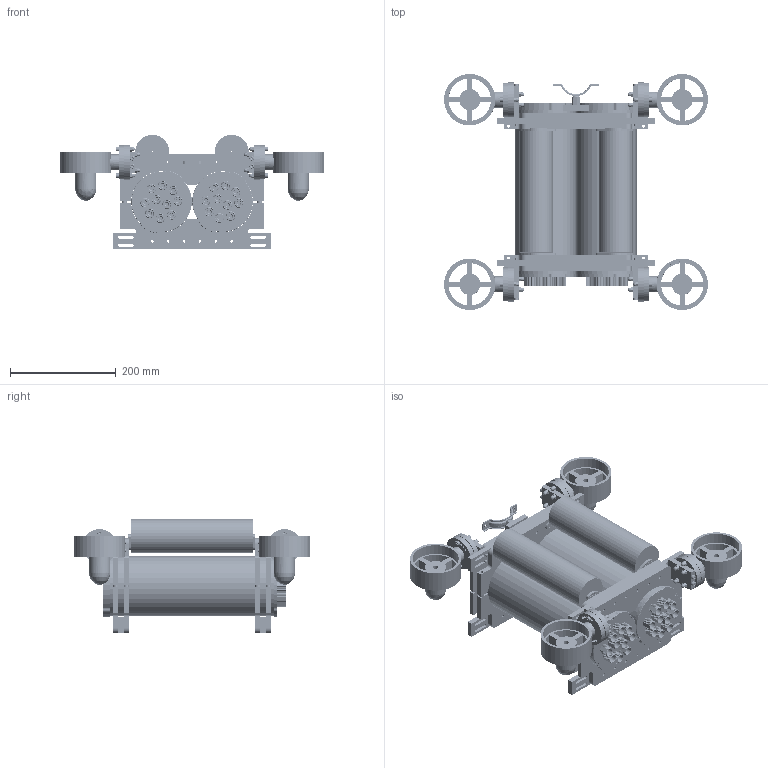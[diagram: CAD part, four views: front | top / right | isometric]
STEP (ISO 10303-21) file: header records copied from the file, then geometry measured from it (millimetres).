
FILE_DESCRIPTION(/* description */ (''),/* implementation_level */ '2;1');
FILE_NAME(/* name */ 'mur.stp',/* time_stamp */ '2020-08-13T00:15:48+02:00',/* author */ ('Juan S. Cely'),/* organization */ (''),/* preprocessor_version */ 'ST-DEVELOPER v18',/* originating_system */ 'Autodesk Inventor 2020',/* authorisation */ '');
FILE_SCHEMA (('AUTOMOTIVE_DESIGN { 1 0 10303 214 3 1 1 }'));
Length unit declared in the file: millimetre
Products named in the file (38): 0_MUR_detalles; mfn054eg; mfn054eg_01; mfn054eg_02; soporte_sonar; 1_soporte; 1_soporte_mecanizar; soporte; arandela_M5_2und; soporte_largo_thruster; soporte_centro_thruster; 1_tube; 1_tube_arm; 2_tapa2; WTE4-P-END-CAP-R1; WTE4-P-TUBE-R1; 2_tapa1; WTE4-M-FLANGE-SEAL-R2; WTE4-M-END-CAP-10X10MM-R1; PENETRATOR-M-BOLT-10-25-8MM-X1B; Thruster_soporte_derecho; 2_Thruster_soporte; Thruster_soporte_izquierdo; soporte_deslizante; 2_Thruster_soporte_1; 62201b5x20; 62505b5; din_912-m5x0_8-25-8_8; tornillo_din_7984-m3x20-8_8; disco_base; disco_thruster; soporte_thruster; T_cilindro_M5_75; 415604-5; thruster_simply; 2_flotador; flotador; soporte_flotador
Assembly tree (104 placements, depth 4):
  0_MUR_detalles
    mfn054eg
      mfn054eg_01
      mfn054eg_02
    soporte_sonar
    1_soporte  x2
      1_soporte_mecanizar
        soporte  x4
        arandela_M5_2und  x4
        soporte_largo_thruster  x2
        soporte_centro_thruster
    1_tube
      WTE4-P-TUBE-R1
      2_tapa2
        WTE4-M-FLANGE-SEAL-R2
        WTE4-P-END-CAP-R1
      2_tapa1
        WTE4-M-FLANGE-SEAL-R2
        WTE4-M-END-CAP-10X10MM-R1
        PENETRATOR-M-BOLT-10-25-8MM-X1B  x10
    1_tube_arm
      2_tapa2
        WTE4-M-FLANGE-SEAL-R2
        WTE4-P-END-CAP-R1
      WTE4-P-TUBE-R1
      2_tapa1
        WTE4-M-FLANGE-SEAL-R2
        WTE4-M-END-CAP-10X10MM-R1
        PENETRATOR-M-BOLT-10-25-8MM-X1B  x10
    Thruster_soporte_derecho  x2
      soporte_deslizante
      2_Thruster_soporte
        415604-5  x2
        62201b5x20  x4
        62505b5  x2
        din_912-m5x0_8-25-8_8  x2
        tornillo_din_7984-m3x20-8_8  x4
        disco_base
        disco_thruster
        soporte_thruster
      T_cilindro_M5_75
      415604-5
    Thruster_soporte_izquierdo  x2
      soporte_deslizante
      2_Thruster_soporte_1
        415604-5  x2
        62201b5x20  x4
        62505b5  x2
        din_912-m5x0_8-25-8_8  x2
        tornillo_din_7984-m3x20-8_8  x4
        disco_base
        disco_thruster
        soporte_thruster
      T_cilindro_M5_75
      415604-5
    thruster_simply  x4
    2_flotador  x2
      flotador
      soporte_flotador
Bounding box: 498 x 445.45 x 216 mm (x, y, z)
Volume: 5808010.4 mm3; surface area: 1567763.2 mm2
Topology: 183 solids, 183 shells, 6572 faces, 18123 edges, 12092 vertices
Faces by surface type: plane 2995, cylinder 2261, cone 942, torus 238, bspline 108, sphere 28
Full cylindrical faces by diameter (mm): 2.6 x40, 3 x86, 3.2 x24, 4.134 x24, 5 x218, 5.5 x16, 5.7 x16, 6.3 x20, 7.5 x24, 7.6 x20, 8 x1, 8.051 x240, 8.5 x24, 10 x280, 10.2 x20, 10.82 x20, 13 x1, 14 x20, 15.12 x20, 30 x8, 40 x4, 64 x2, 65 x8, 87 x4, 88.838 x4, 94.92 x4, 97 x4, 100.838 x12, 101.117 x4, 101.6 x2
Entity records: 33482 total; most frequent: CARTESIAN_POINT 11108, DIRECTION 4514, ORIENTED_EDGE 4346, EDGE_CURVE 2173, AXIS2_PLACEMENT_3D 1841, VERTEX_POINT 1442, EDGE_LOOP 1039, CIRCLE 947
